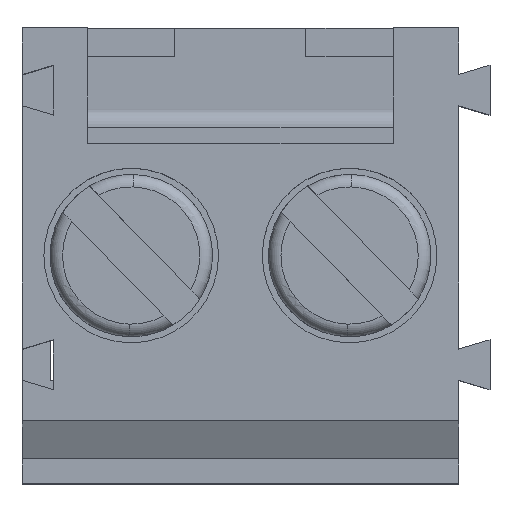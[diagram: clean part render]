
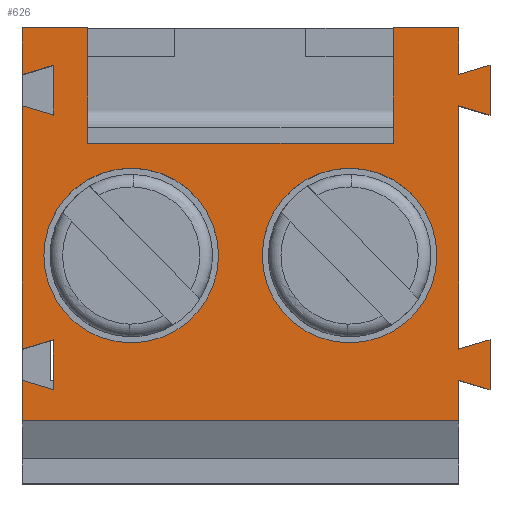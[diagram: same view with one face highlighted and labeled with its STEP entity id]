
A CAD part, top view. The second image highlights one B-rep face of the part: STEP entity #626.
In plain terms, the highlighted planar face has unit normal (0, 0, 1).
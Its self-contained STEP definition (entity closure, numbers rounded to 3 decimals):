
#626=ADVANCED_FACE('',(#1443,#1444,#1445),#1446,.T.);
#1443=FACE_BOUND('',#2452,.T.);
#1444=FACE_BOUND('',#2453,.T.);
#1445=FACE_OUTER_BOUND('',#2454,.T.);
#1446=PLANE('',#2455);
#2452=EDGE_LOOP('',(#4444,#4445));
#2453=EDGE_LOOP('',(#4446,#4447));
#2454=EDGE_LOOP('',(#4448,#4449,#4450,#4451,#4452,#4453,#4454,#4455,#4456,#4457,#4458,#4459,#4460,#4461,#4462,#4463,#4464,#4465,#4466,#4467,#4468,#4469,#4470,#4471));
#2455=AXIS2_PLACEMENT_3D('',#4472,#4473,#4474);
#4444=ORIENTED_EDGE('',*,*,#6837,.T.);
#4445=ORIENTED_EDGE('',*,*,#6838,.T.);
#4446=ORIENTED_EDGE('',*,*,#6839,.T.);
#4447=ORIENTED_EDGE('',*,*,#6840,.T.);
#4448=ORIENTED_EDGE('',*,*,#6841,.T.);
#4449=ORIENTED_EDGE('',*,*,#6660,.T.);
#4450=ORIENTED_EDGE('',*,*,#6842,.F.);
#4451=ORIENTED_EDGE('',*,*,#6843,.F.);
#4452=ORIENTED_EDGE('',*,*,#6844,.F.);
#4453=ORIENTED_EDGE('',*,*,#6668,.T.);
#4454=ORIENTED_EDGE('',*,*,#6845,.F.);
#4455=ORIENTED_EDGE('',*,*,#6846,.F.);
#4456=ORIENTED_EDGE('',*,*,#6847,.F.);
#4457=ORIENTED_EDGE('',*,*,#6664,.T.);
#4458=ORIENTED_EDGE('',*,*,#6642,.T.);
#4459=ORIENTED_EDGE('',*,*,#6788,.T.);
#4460=ORIENTED_EDGE('',*,*,#6848,.T.);
#4461=ORIENTED_EDGE('',*,*,#6849,.F.);
#4462=ORIENTED_EDGE('',*,*,#6650,.T.);
#4463=ORIENTED_EDGE('',*,*,#6684,.T.);
#4464=ORIENTED_EDGE('',*,*,#6850,.T.);
#4465=ORIENTED_EDGE('',*,*,#6851,.T.);
#4466=ORIENTED_EDGE('',*,*,#6852,.T.);
#4467=ORIENTED_EDGE('',*,*,#6691,.T.);
#4468=ORIENTED_EDGE('',*,*,#6853,.T.);
#4469=ORIENTED_EDGE('',*,*,#6854,.T.);
#4470=ORIENTED_EDGE('',*,*,#6855,.T.);
#4471=ORIENTED_EDGE('',*,*,#6687,.T.);
#4472=CARTESIAN_POINT('',(0.0,0.0,9.2));
#4473=DIRECTION('',(0.0,0.0,1.0));
#4474=DIRECTION('',(1.0,0.0,0.0));
#6642=EDGE_CURVE('',#8138,#8139,#8140,.T.);
#6650=EDGE_CURVE('',#8152,#8150,#8153,.T.);
#6660=EDGE_CURVE('',#8171,#8168,#8172,.T.);
#6664=EDGE_CURVE('',#8178,#8138,#8179,.T.);
#6668=EDGE_CURVE('',#8186,#8184,#8187,.T.);
#6684=EDGE_CURVE('',#8150,#8212,#8215,.T.);
#6687=EDGE_CURVE('',#8220,#8218,#8221,.T.);
#6691=EDGE_CURVE('',#8228,#8226,#8229,.T.);
#6788=EDGE_CURVE('',#8139,#8377,#8379,.T.);
#6837=EDGE_CURVE('',#8451,#8452,#8453,.T.);
#6838=EDGE_CURVE('',#8452,#8451,#8454,.T.);
#6839=EDGE_CURVE('',#8455,#8456,#8457,.T.);
#6840=EDGE_CURVE('',#8456,#8455,#8458,.T.);
#6841=EDGE_CURVE('',#8218,#8171,#8459,.T.);
#6842=EDGE_CURVE('',#8460,#8168,#8461,.T.);
#6843=EDGE_CURVE('',#8462,#8460,#8463,.T.);
#6844=EDGE_CURVE('',#8186,#8462,#8464,.T.);
#6845=EDGE_CURVE('',#8465,#8184,#8466,.T.);
#6846=EDGE_CURVE('',#8467,#8465,#8468,.T.);
#6847=EDGE_CURVE('',#8178,#8467,#8469,.T.);
#6848=EDGE_CURVE('',#8377,#8470,#8471,.T.);
#6849=EDGE_CURVE('',#8152,#8470,#8472,.T.);
#6850=EDGE_CURVE('',#8212,#8473,#8474,.T.);
#6851=EDGE_CURVE('',#8473,#8475,#8476,.T.);
#6852=EDGE_CURVE('',#8475,#8228,#8477,.T.);
#6853=EDGE_CURVE('',#8226,#8478,#8479,.T.);
#6854=EDGE_CURVE('',#8478,#8480,#8481,.T.);
#6855=EDGE_CURVE('',#8480,#8220,#8482,.T.);
#8138=VERTEX_POINT('',#10351);
#8139=VERTEX_POINT('',#10352);
#8140=LINE('',#10353,#10354);
#8150=VERTEX_POINT('',#10370);
#8152=VERTEX_POINT('',#10373);
#8153=LINE('',#10374,#10375);
#8168=VERTEX_POINT('',#10397);
#8171=VERTEX_POINT('',#10401);
#8172=LINE('',#10402,#10403);
#8178=VERTEX_POINT('',#10412);
#8179=LINE('',#10413,#10414);
#8184=VERTEX_POINT('',#10421);
#8186=VERTEX_POINT('',#10424);
#8187=LINE('',#10425,#10426);
#8212=VERTEX_POINT('',#10463);
#8215=LINE('',#10467,#10468);
#8218=VERTEX_POINT('',#10472);
#8220=VERTEX_POINT('',#10475);
#8221=LINE('',#10476,#10477);
#8226=VERTEX_POINT('',#10484);
#8228=VERTEX_POINT('',#10487);
#8229=LINE('',#10488,#10489);
#8377=VERTEX_POINT('',#10707);
#8379=LINE('',#10710,#10711);
#8451=VERTEX_POINT('',#10811);
#8452=VERTEX_POINT('',#10812);
#8453=CIRCLE('',#10813,1.4);
#8454=CIRCLE('',#10814,1.4);
#8455=VERTEX_POINT('',#10815);
#8456=VERTEX_POINT('',#10816);
#8457=CIRCLE('',#10817,1.4);
#8458=CIRCLE('',#10818,1.4);
#8459=LINE('',#10819,#10820);
#8460=VERTEX_POINT('',#10821);
#8461=LINE('',#10822,#10823);
#8462=VERTEX_POINT('',#10824);
#8463=LINE('',#10825,#10826);
#8464=LINE('',#10827,#10828);
#8465=VERTEX_POINT('',#10829);
#8466=LINE('',#10830,#10831);
#8467=VERTEX_POINT('',#10832);
#8468=LINE('',#10833,#10834);
#8469=LINE('',#10835,#10836);
#8470=VERTEX_POINT('',#10837);
#8471=LINE('',#10838,#10839);
#8472=LINE('',#10840,#10841);
#8473=VERTEX_POINT('',#10842);
#8474=LINE('',#10843,#10844);
#8475=VERTEX_POINT('',#10845);
#8476=LINE('',#10846,#10847);
#8477=LINE('',#10848,#10849);
#8478=VERTEX_POINT('',#10850);
#8479=LINE('',#10851,#10852);
#8480=VERTEX_POINT('',#10853);
#8481=LINE('',#10854,#10855);
#8482=LINE('',#10856,#10857);
#10351=CARTESIAN_POINT('',(3.5,3.65,9.2));
#10352=CARTESIAN_POINT('',(2.45,3.65,9.2));
#10353=CARTESIAN_POINT('',(3.5,3.65,9.2));
#10354=VECTOR('',#12397,1.0);
#10370=CARTESIAN_POINT('',(-3.5,3.65,9.2));
#10373=CARTESIAN_POINT('',(-2.45,3.65,9.2));
#10374=CARTESIAN_POINT('',(-2.45,3.65,9.2));
#10375=VECTOR('',#12405,1.0);
#10397=CARTESIAN_POINT('',(3.5,-2.0,9.2));
#10401=CARTESIAN_POINT('',(3.5,-2.65,9.2));
#10402=CARTESIAN_POINT('',(3.5,-2.65,9.2));
#10403=VECTOR('',#12414,1.0);
#10412=CARTESIAN_POINT('',(3.5,2.9,9.2));
#10413=CARTESIAN_POINT('',(3.5,2.9,9.2));
#10414=VECTOR('',#12418,1.0);
#10421=CARTESIAN_POINT('',(3.5,2.4,9.2));
#10424=CARTESIAN_POINT('',(3.5,-1.5,9.2));
#10425=CARTESIAN_POINT('',(3.5,-1.5,9.2));
#10426=VECTOR('',#12422,1.0);
#10463=CARTESIAN_POINT('',(-3.5,2.9,9.2));
#10467=CARTESIAN_POINT('',(-3.5,3.65,9.2));
#10468=VECTOR('',#12436,1.0);
#10472=CARTESIAN_POINT('',(-3.5,-2.65,9.2));
#10475=CARTESIAN_POINT('',(-3.5,-2.0,9.2));
#10476=CARTESIAN_POINT('',(-3.5,-2.0,9.2));
#10477=VECTOR('',#12439,1.0);
#10484=CARTESIAN_POINT('',(-3.5,-1.5,9.2));
#10487=CARTESIAN_POINT('',(-3.5,2.4,9.2));
#10488=CARTESIAN_POINT('',(-3.5,2.4,9.2));
#10489=VECTOR('',#12443,1.0);
#10707=CARTESIAN_POINT('',(2.45,1.8,9.2));
#10710=CARTESIAN_POINT('',(2.45,3.65,9.2));
#10711=VECTOR('',#12524,1.0);
#10811=CARTESIAN_POINT('',(1.75,1.4,9.2));
#10812=CARTESIAN_POINT('',(1.75,-1.4,9.2));
#10813=AXIS2_PLACEMENT_3D('',#12577,#12578,#12579);
#10814=AXIS2_PLACEMENT_3D('',#12580,#12581,#12582);
#10815=CARTESIAN_POINT('',(-1.75,1.4,9.2));
#10816=CARTESIAN_POINT('',(-1.75,-1.4,9.2));
#10817=AXIS2_PLACEMENT_3D('',#12583,#12584,#12585);
#10818=AXIS2_PLACEMENT_3D('',#12586,#12587,#12588);
#10819=CARTESIAN_POINT('',(-3.5,-2.65,9.2));
#10820=VECTOR('',#12589,1.0);
#10821=CARTESIAN_POINT('',(4.0,-2.15,9.2));
#10822=CARTESIAN_POINT('',(4.0,-2.15,9.2));
#10823=VECTOR('',#12590,1.0);
#10824=CARTESIAN_POINT('',(4.0,-1.35,9.2));
#10825=CARTESIAN_POINT('',(4.0,-1.35,9.2));
#10826=VECTOR('',#12591,1.0);
#10827=CARTESIAN_POINT('',(3.5,-1.5,9.2));
#10828=VECTOR('',#12592,1.0);
#10829=CARTESIAN_POINT('',(4.0,2.25,9.2));
#10830=CARTESIAN_POINT('',(4.0,2.25,9.2));
#10831=VECTOR('',#12593,1.0);
#10832=CARTESIAN_POINT('',(4.0,3.05,9.2));
#10833=CARTESIAN_POINT('',(4.0,3.05,9.2));
#10834=VECTOR('',#12594,1.0);
#10835=CARTESIAN_POINT('',(3.5,2.9,9.2));
#10836=VECTOR('',#12595,1.0);
#10837=CARTESIAN_POINT('',(-2.45,1.8,9.2));
#10838=CARTESIAN_POINT('',(2.45,1.8,9.2));
#10839=VECTOR('',#12596,1.0);
#10840=CARTESIAN_POINT('',(-2.45,3.65,9.2));
#10841=VECTOR('',#12597,1.0);
#10842=CARTESIAN_POINT('',(-3.0,3.05,9.2));
#10843=CARTESIAN_POINT('',(-3.5,2.9,9.2));
#10844=VECTOR('',#12598,1.0);
#10845=CARTESIAN_POINT('',(-3.0,2.25,9.2));
#10846=CARTESIAN_POINT('',(-3.0,3.05,9.2));
#10847=VECTOR('',#12599,1.0);
#10848=CARTESIAN_POINT('',(-3.0,2.25,9.2));
#10849=VECTOR('',#12600,1.0);
#10850=CARTESIAN_POINT('',(-3.0,-1.35,9.2));
#10851=CARTESIAN_POINT('',(-3.5,-1.5,9.2));
#10852=VECTOR('',#12601,1.0);
#10853=CARTESIAN_POINT('',(-3.0,-2.15,9.2));
#10854=CARTESIAN_POINT('',(-3.0,-1.35,9.2));
#10855=VECTOR('',#12602,1.0);
#10856=CARTESIAN_POINT('',(-3.0,-2.15,9.2));
#10857=VECTOR('',#12603,1.0);
#12397=DIRECTION('',(-1.0,0.0,0.0));
#12405=DIRECTION('',(-1.0,0.0,0.0));
#12414=DIRECTION('',(0.0,1.0,0.0));
#12418=DIRECTION('',(0.0,1.0,0.0));
#12422=DIRECTION('',(0.0,1.0,0.0));
#12436=DIRECTION('',(0.0,-1.0,0.0));
#12439=DIRECTION('',(0.0,-1.0,0.0));
#12443=DIRECTION('',(0.0,-1.0,0.0));
#12524=DIRECTION('',(0.0,-1.0,0.0));
#12577=CARTESIAN_POINT('',(1.75,0.0,9.2));
#12578=DIRECTION('',(0.0,0.0,-1.0));
#12579=DIRECTION('',(0.,1.0,0.0));
#12580=CARTESIAN_POINT('',(1.75,0.,9.2));
#12581=DIRECTION('',(-0.0,0.0,-1.0));
#12582=DIRECTION('',(0.,-1.0,0.0));
#12583=CARTESIAN_POINT('',(-1.75,0.,9.2));
#12584=DIRECTION('',(0.0,0.0,-1.0));
#12585=DIRECTION('',(0.,1.0,0.0));
#12586=CARTESIAN_POINT('',(-1.75,0.0,9.2));
#12587=DIRECTION('',(0.0,0.0,-1.0));
#12588=DIRECTION('',(0.,-1.0,0.0));
#12589=DIRECTION('',(1.0,0.0,0.0));
#12590=DIRECTION('',(-0.958,0.287,0.0));
#12591=DIRECTION('',(0.0,-1.0,0.0));
#12592=DIRECTION('',(0.958,0.287,0.0));
#12593=DIRECTION('',(-0.958,0.287,0.0));
#12594=DIRECTION('',(0.0,-1.0,0.0));
#12595=DIRECTION('',(0.958,0.287,0.0));
#12596=DIRECTION('',(-1.0,0.0,0.0));
#12597=DIRECTION('',(0.0,-1.0,0.0));
#12598=DIRECTION('',(0.958,0.287,0.0));
#12599=DIRECTION('',(0.0,-1.0,0.0));
#12600=DIRECTION('',(-0.958,0.287,0.0));
#12601=DIRECTION('',(0.958,0.287,0.0));
#12602=DIRECTION('',(0.0,-1.0,0.0));
#12603=DIRECTION('',(-0.958,0.287,0.0));
